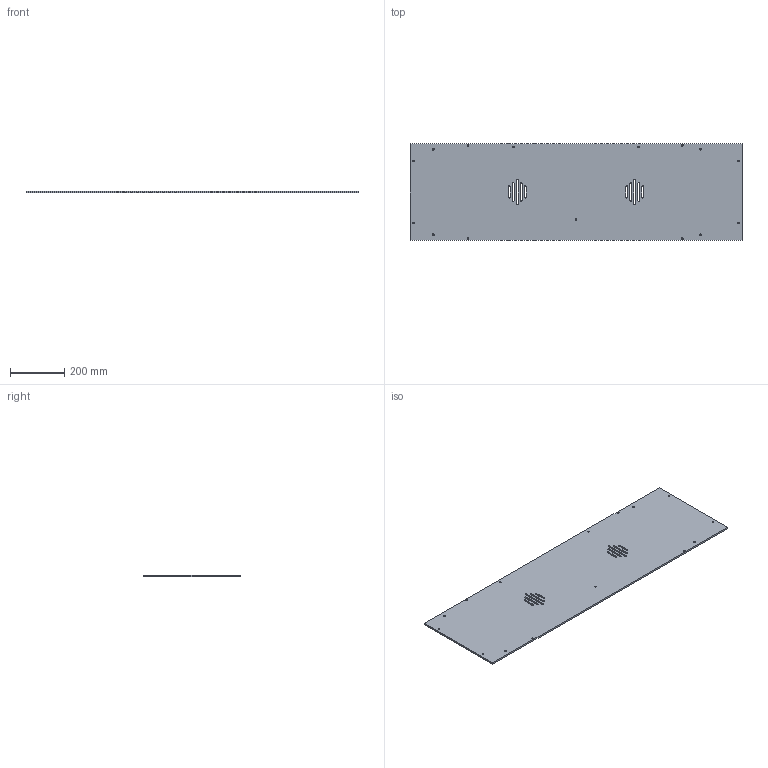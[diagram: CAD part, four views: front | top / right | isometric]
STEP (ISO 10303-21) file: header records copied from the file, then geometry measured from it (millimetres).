
FILE_DESCRIPTION(/* description */ (''),/* implementation_level */ '2;1');
FILE_NAME(/* name */ 'GE-18044_Blue.ipt.stp',/* time_stamp */ '2018-01-01T11:18:00-08:00',/* author */ ('PhillipD'),/* organization */ (''),/* preprocessor_version */ 'ST-DEVELOPER v16.13',/* originating_system */ 'Autodesk Inventor 2018',/* authorisation */ '');
FILE_SCHEMA (('AUTOMOTIVE_DESIGN { 1 0 10303 214 3 1 1 }'));
Length unit declared in the file: inch
Products named in the file (1): GE-18044_Blue
Bounding box: 1219.2 x 355.6 x 6.35 mm (x, y, z)
Volume: 2724336.6 mm3; surface area: 888677.4 mm2
Topology: 1 solids, 1 shells, 61 faces, 177 edges, 118 vertices
Faces by surface type: cylinder 35, plane 26
Full cylindrical faces by diameter (mm): 6.35 x11, 6.756 x4
Entity records: 2134 total; most frequent: DIRECTION 356, CARTESIAN_POINT 342, ORIENTED_EDGE 324, EDGE_CURVE 162, AXIS2_PLACEMENT_3D 132, EDGE_LOOP 126, VERTEX_POINT 118, LINE 92
